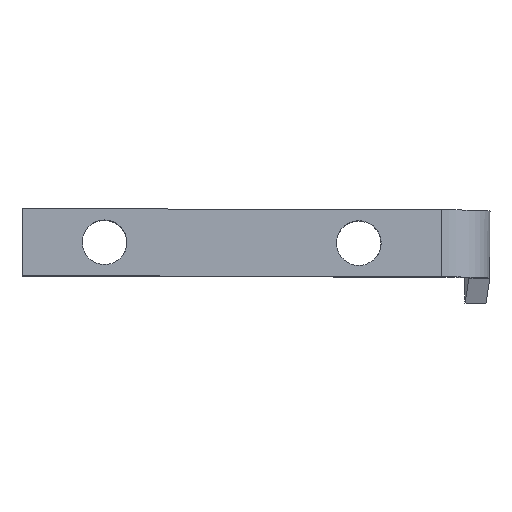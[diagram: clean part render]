
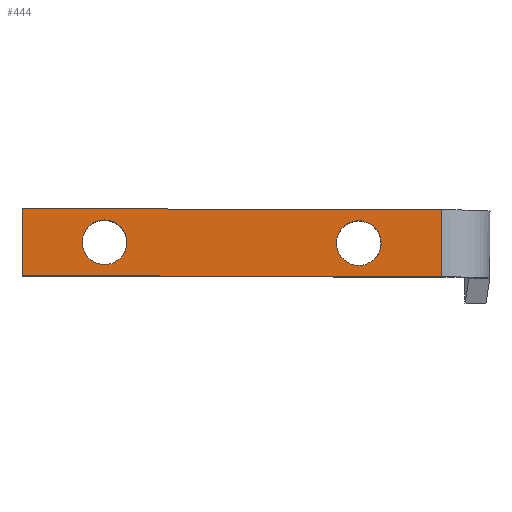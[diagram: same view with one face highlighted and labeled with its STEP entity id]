
A CAD part, left-side view. The second image highlights one B-rep face of the part: STEP entity #444.
In plain terms, the highlighted planar face has unit normal (-1, -0.004, 0.023).
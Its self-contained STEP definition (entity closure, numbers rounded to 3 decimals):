
#235=CARTESIAN_POINT('Vertex',(2125.712,-76.961,34.624)) ;
#238=CARTESIAN_POINT('Line Origine',(2125.602,-76.947,29.825)) ;
#242=CARTESIAN_POINT('Vertex',(2125.492,-76.933,25.026)) ;
#378=CARTESIAN_POINT('Axis2P3D Location',(2123.507,7.421,-48.687)) ;
#383=CARTESIAN_POINT('Line Origine',(2125.389,-46.933,25.117)) ;
#387=CARTESIAN_POINT('Vertex',(2125.286,-16.934,25.207)) ;
#390=CARTESIAN_POINT('Line Origine',(2125.609,-46.961,34.714)) ;
#394=CARTESIAN_POINT('Vertex',(2125.507,-16.962,34.804)) ;
#397=CARTESIAN_POINT('Line Origine',(2125.397,-16.948,30.005)) ;
#408=CARTESIAN_POINT('Axis2P3D Location',(2125.562,-65.147,29.861)) ;
#412=CARTESIAN_POINT('Vertex',(2125.55,-61.947,29.861)) ;
#414=CARTESIAN_POINT('Vertex',(2125.573,-68.347,29.861)) ;
#417=CARTESIAN_POINT('Axis2P3D Location',(2125.562,-65.147,29.861)) ;
#426=CARTESIAN_POINT('Axis2P3D Location',(2125.437,-28.748,29.97)) ;
#430=CARTESIAN_POINT('Vertex',(2125.426,-25.548,29.97)) ;
#432=CARTESIAN_POINT('Vertex',(2125.448,-31.947,29.97)) ;
#435=CARTESIAN_POINT('Axis2P3D Location',(2125.437,-28.748,29.97)) ;
#240=VECTOR('Line Direction',#239,1.) ;
#385=VECTOR('Line Direction',#384,1.) ;
#392=VECTOR('Line Direction',#391,1.) ;
#399=VECTOR('Line Direction',#398,1.) ;
#239=DIRECTION('Vector Direction',(0.023,-0.003,1.)) ;
#379=DIRECTION('Axis2P3D Direction',(1.,0.003,-0.023)) ;
#380=DIRECTION('Axis2P3D XDirection',(-0.003,1.,0.)) ;
#384=DIRECTION('Vector Direction',(-0.003,1.,0.003)) ;
#391=DIRECTION('Vector Direction',(0.003,-1.,-0.003)) ;
#398=DIRECTION('Vector Direction',(-0.023,0.003,-1.)) ;
#409=DIRECTION('Axis2P3D Direction',(1.,0.003,-0.023)) ;
#418=DIRECTION('Axis2P3D Direction',(1.,0.003,-0.023)) ;
#427=DIRECTION('Axis2P3D Direction',(1.,0.003,-0.023)) ;
#436=DIRECTION('Axis2P3D Direction',(1.,0.003,-0.023)) ;
#381=AXIS2_PLACEMENT_3D('Plane Axis2P3D',#378,#379,#380) ;
#410=AXIS2_PLACEMENT_3D('Circle Axis2P3D',#408,#409,$) ;
#419=AXIS2_PLACEMENT_3D('Circle Axis2P3D',#417,#418,$) ;
#428=AXIS2_PLACEMENT_3D('Circle Axis2P3D',#426,#427,$) ;
#437=AXIS2_PLACEMENT_3D('Circle Axis2P3D',#435,#436,$) ;
#241=LINE('Line',#238,#240) ;
#386=LINE('Line',#383,#385) ;
#393=LINE('Line',#390,#392) ;
#400=LINE('Line',#397,#399) ;
#411=CIRCLE('generated circle',#410,3.2) ;
#420=CIRCLE('generated circle',#419,3.2) ;
#429=CIRCLE('generated circle',#428,3.2) ;
#438=CIRCLE('generated circle',#437,3.2) ;
#382=PLANE('',#381) ;
#425=FACE_BOUND('',#422,.T.) ;
#443=FACE_BOUND('',#440,.T.) ;
#244=EDGE_CURVE('',#243,#236,#241,.T.) ;
#389=EDGE_CURVE('',#243,#388,#386,.T.) ;
#396=EDGE_CURVE('',#395,#236,#393,.T.) ;
#401=EDGE_CURVE('',#388,#395,#400,.F.) ;
#416=EDGE_CURVE('',#413,#415,#411,.T.) ;
#421=EDGE_CURVE('',#415,#413,#420,.T.) ;
#434=EDGE_CURVE('',#431,#433,#429,.T.) ;
#439=EDGE_CURVE('',#433,#431,#438,.T.) ;
#403=ORIENTED_EDGE('',*,*,#389,.F.) ;
#404=ORIENTED_EDGE('',*,*,#244,.T.) ;
#405=ORIENTED_EDGE('',*,*,#396,.F.) ;
#406=ORIENTED_EDGE('',*,*,#401,.F.) ;
#423=ORIENTED_EDGE('',*,*,#416,.T.) ;
#424=ORIENTED_EDGE('',*,*,#421,.T.) ;
#441=ORIENTED_EDGE('',*,*,#434,.T.) ;
#442=ORIENTED_EDGE('',*,*,#439,.T.) ;
#402=EDGE_LOOP('',(#403,#404,#405,#406)) ;
#422=EDGE_LOOP('',(#423,#424)) ;
#440=EDGE_LOOP('',(#441,#442)) ;
#236=VERTEX_POINT('',#235) ;
#243=VERTEX_POINT('',#242) ;
#388=VERTEX_POINT('',#387) ;
#395=VERTEX_POINT('',#394) ;
#413=VERTEX_POINT('',#412) ;
#415=VERTEX_POINT('',#414) ;
#431=VERTEX_POINT('',#430) ;
#433=VERTEX_POINT('',#432) ;
#444=ADVANCED_FACE('Corps principal',(#407,#425,#443),#382,.F.) ;
#407=FACE_OUTER_BOUND('',#402,.T.) ;
